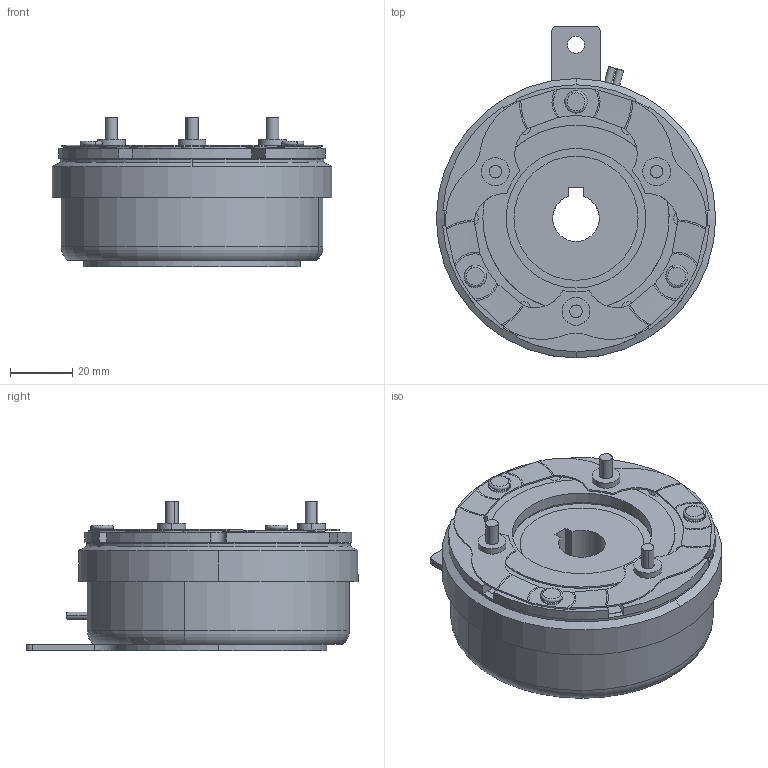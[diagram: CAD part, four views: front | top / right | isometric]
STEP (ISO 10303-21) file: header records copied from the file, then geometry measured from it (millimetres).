
FILE_DESCRIPTION (( 'STEP AP203' ), '1' );
FILE_NAME ('VCEH1.2.STEP', '2015-07-02T02:40:00', ( 'user29' ), ( '小倉クラッチ株式会社' ), 'SwSTEP 2.0', 'SolidWorks 2009', '' );
FILE_SCHEMA (( 'CONFIG_CONTROL_DESIGN' ));
Length unit declared in the file: millimetre
Products named in the file (1): VCEH1.2
Bounding box: 90 x 107 x 48.15 mm (x, y, z)
Volume: 188452 mm3; surface area: 51758.4 mm2
Topology: 24 solids, 34 shells, 538 faces, 1403 edges, 919 vertices
Faces by surface type: cylinder 257, plane 156, torus 37, bspline 36, sphere 26, cone 26
Entity records: 21267 total; most frequent: CARTESIAN_POINT 8116, DIRECTION 2848, ORIENTED_EDGE 2664, EDGE_CURVE 1332, AXIS2_PLACEMENT_3D 1200, VERTEX_POINT 880, CIRCLE 697, EDGE_LOOP 618
